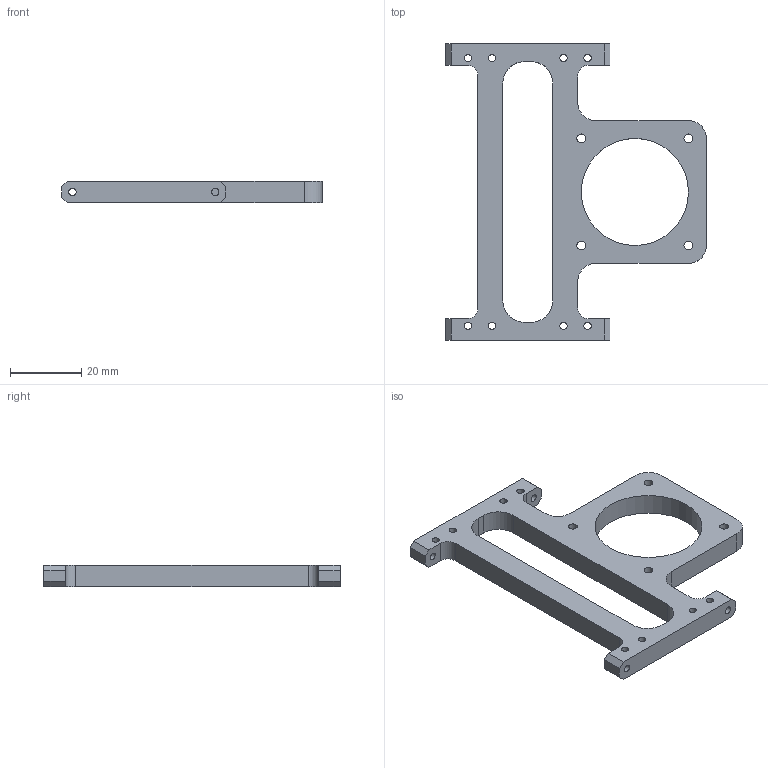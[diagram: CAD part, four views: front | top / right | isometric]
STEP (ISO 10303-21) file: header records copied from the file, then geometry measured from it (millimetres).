
FILE_DESCRIPTION(('STEP AP214'), '1');
FILE_NAME('madiz_hold_v1_2', '', ('UNSPECIFIED'), ('UNSPECIFIED'), 'C3D Converter', 'C3D Toolkit', '');
FILE_SCHEMA(('AUTOMOTIVE_DESIGN { 1 0 10303 214 3 1 1}'));
Length unit declared in the file: millimetre
Products named in the file (1): Стойка корпуса для МАДИЗ
Bounding box: 73 x 83 x 6 mm (x, y, z)
Volume: 13172.9 mm3; surface area: 9012.2 mm2
Topology: 1 solids, 1 shells, 75 faces, 195 edges, 130 vertices
Faces by surface type: plane 38, cylinder 37
Full cylindrical faces by diameter (mm): 2.05 x12, 2.5 x4, 2.9 x4, 5 x4, 30 x1
Entity records: 2905 total; most frequent: DIRECTION 396, CARTESIAN_POINT 376, ORIENTED_EDGE 340, EDGE_CURVE 170, AXIS2_PLACEMENT_3D 150, EDGE_LOOP 144, VERTEX_POINT 130, LINE 96
